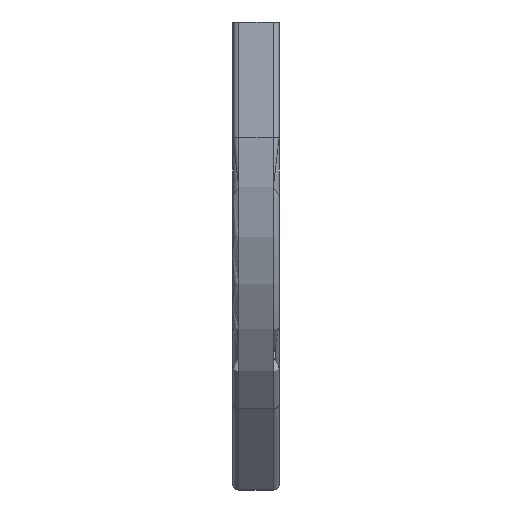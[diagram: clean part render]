
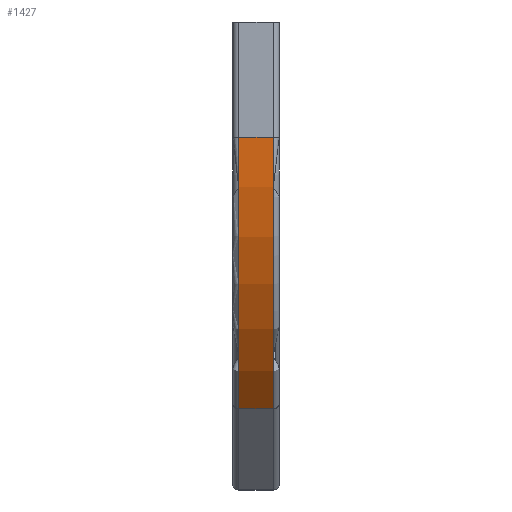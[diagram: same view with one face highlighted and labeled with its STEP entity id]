
A CAD part, left-side view. The second image highlights one B-rep face of the part: STEP entity #1427.
In plain terms, the highlighted cylindrical face has radius 500 mm (diameter 1000 mm), a partial arc.
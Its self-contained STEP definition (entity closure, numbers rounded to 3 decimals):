
#687 = AXIS2_PLACEMENT_3D ( 'NONE', #3554, #8052, #4212 ) ;
#1045 = CARTESIAN_POINT ( 'NONE',  ( 315., 0., -150. ) ) ;
#1054 = CIRCLE ( 'NONE', #2650, 500. ) ;
#1067 = ORIENTED_EDGE ( 'NONE', *, *, #2148, .T. ) ;
#1427 = ADVANCED_FACE ( 'NONE', ( #5285 ), #5214, .T. ) ;
#1877 = CARTESIAN_POINT ( 'NONE',  ( 315., -22.5, -150. ) ) ;
#2079 = ORIENTED_EDGE ( 'NONE', *, *, #8039, .F. ) ;
#2148 = EDGE_CURVE ( 'NONE', #6956, #4352, #3372, .T. ) ;
#2160 = AXIS2_PLACEMENT_3D ( 'NONE', #1045, #8034, #4948 ) ;
#2570 = DIRECTION ( 'NONE',  ( 0.707, 0., -0.707 ) ) ;
#2650 = AXIS2_PLACEMENT_3D ( 'NONE', #1877, #6574, #2570 ) ;
#3247 = ORIENTED_EDGE ( 'NONE', *, *, #6796, .T. ) ;
#3300 = DIRECTION ( 'NONE',  ( 0., 1., 0. ) ) ;
#3372 = LINE ( 'NONE', #7205, #3576 ) ;
#3416 = CARTESIAN_POINT ( 'NONE',  ( -185., -22.5, -150. ) ) ;
#3554 = CARTESIAN_POINT ( 'NONE',  ( 315., 22.5, -150. ) ) ;
#3576 = VECTOR ( 'NONE', #3300, 1000. ) ;
#3986 = VECTOR ( 'NONE', #7440, 1000. ) ;
#4212 = DIRECTION ( 'NONE',  ( 0.707, 0., -0.707 ) ) ;
#4291 = VERTEX_POINT ( 'NONE', #4543 ) ;
#4352 = VERTEX_POINT ( 'NONE', #6569 ) ;
#4543 = CARTESIAN_POINT ( 'NONE',  ( -38.553, -22.5, -503.553 ) ) ;
#4947 = CIRCLE ( 'NONE', #687, 500. ) ;
#4948 = DIRECTION ( 'NONE',  ( 0.707, 0., -0.707 ) ) ;
#5044 = EDGE_CURVE ( 'NONE', #7755, #4352, #4947, .T. ) ;
#5214 = CYLINDRICAL_SURFACE ( 'NONE', #2160, 500. ) ;
#5231 = ORIENTED_EDGE ( 'NONE', *, *, #5044, .F. ) ;
#5285 = FACE_OUTER_BOUND ( 'NONE', #6987, .T. ) ;
#6569 = CARTESIAN_POINT ( 'NONE',  ( -185., 22.5, -150. ) ) ;
#6574 = DIRECTION ( 'NONE',  ( 0., 1., 0. ) ) ;
#6796 = EDGE_CURVE ( 'NONE', #4291, #6956, #1054, .T. ) ;
#6841 = CARTESIAN_POINT ( 'NONE',  ( -38.553, 6.791, -503.553 ) ) ;
#6956 = VERTEX_POINT ( 'NONE', #3416 ) ;
#6984 = CARTESIAN_POINT ( 'NONE',  ( -38.553, 22.5, -503.553 ) ) ;
#6987 = EDGE_LOOP ( 'NONE', ( #2079, #3247, #1067, #5231 ) ) ;
#7205 = CARTESIAN_POINT ( 'NONE',  ( -185., 6.791, -150. ) ) ;
#7440 = DIRECTION ( 'NONE',  ( 0., 1., 0. ) ) ;
#7522 = LINE ( 'NONE', #6841, #3986 ) ;
#7755 = VERTEX_POINT ( 'NONE', #6984 ) ;
#8034 = DIRECTION ( 'NONE',  ( 0., 1., 0. ) ) ;
#8039 = EDGE_CURVE ( 'NONE', #4291, #7755, #7522, .T. ) ;
#8052 = DIRECTION ( 'NONE',  ( 0., 1., 0. ) ) ;
